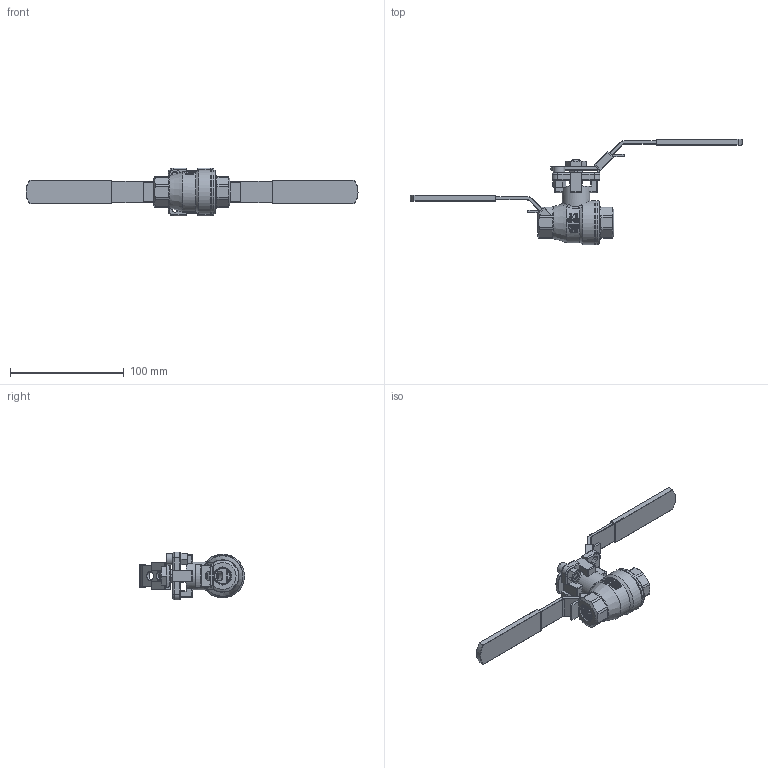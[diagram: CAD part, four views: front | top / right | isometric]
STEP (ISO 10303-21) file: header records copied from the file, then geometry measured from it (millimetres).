
FILE_DESCRIPTION( ( 'Unknown' ), '1' );
FILE_NAME( '8.650.012.stp', 'Unknown', ( 'Unknown' ), ( 'Unknown' ), 'PSStep 13.0', 'Unknown', ' ' );
FILE_SCHEMA( ( 'AUTOMOTIVE_DESIGN { 1 0 10303 214 1 1 1 1 }' ) );
Length unit declared in the file: millimetre
Products named in the file (8): 8.650.012; Assem1; Einschraubteil_DN10; Körper_DN10; Griff_DN10; hex thin nut chamfered gradeab_iso_Hexagon Thin Nut ISO - 4035 - M10 - N; socket head cap screw_iso_ISO 4762 M6 x 12 --- 12N; hex nut gradec_iso_Hexagon Nut ISO - 4034 - M6 - N
Bounding box: 291.88 x 92.45 x 42 mm (x, y, z)
Volume: 226876.7 mm3; surface area: 88807.9 mm2
Topology: 14 solids, 14 shells, 1915 faces, 5736 edges, 3923 vertices
Faces by surface type: plane 852, cylinder 488, bspline 327, cone 123, torus 69, sphere 56
Full cylindrical faces by diameter (mm): 5 x2, 6 x4, 8 x4, 8.5 x2, 10 x4, 11 x3, 12.7 x6, 13.545 x3, 13.649 x3, 24.5 x3, 27 x3, 28.5 x3, 38.5 x6
Entity records: 64715 total; most frequent: CARTESIAN_POINT 41767, ORIENTED_EDGE 3936, DIRECTION 3052, EDGE_CURVE 1968, VERTEX_POINT 1377, AXIS2_PLACEMENT_3D 1103, LINE 846, VECTOR 846
